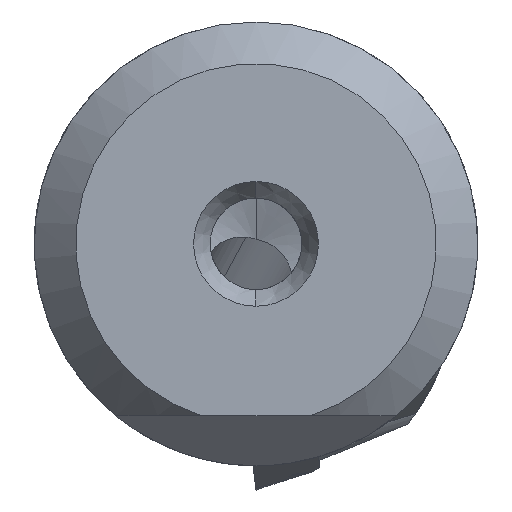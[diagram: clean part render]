
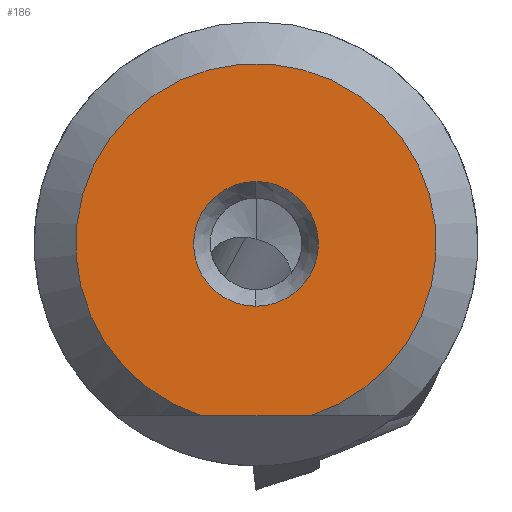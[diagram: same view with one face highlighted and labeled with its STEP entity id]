
A CAD part, left-side view. The second image highlights one B-rep face of the part: STEP entity #186.
In plain terms, the highlighted planar face has unit normal (-1, 0, 0).
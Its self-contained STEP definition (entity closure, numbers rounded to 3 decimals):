
#5 = EDGE_CURVE ( 'NONE', #2438, #55, #1712, .T. ) ;
#40 = ORIENTED_EDGE ( 'NONE', *, *, #1264, .F. ) ;
#55 = VERTEX_POINT ( 'NONE', #613 ) ;
#186 = ADVANCED_FACE ( 'NONE', ( #3103, #2813 ), #2742, .F. ) ;
#231 = EDGE_LOOP ( 'NONE', ( #1978, #908 ) ) ;
#245 = CARTESIAN_POINT ( 'NONE',  ( 0., 2.25, -6.2 ) ) ;
#297 = DIRECTION ( 'NONE',  ( -1., 0., 0. ) ) ;
#308 = AXIS2_PLACEMENT_3D ( 'NONE', #3409, #2293, #3422 ) ;
#314 = CIRCLE ( 'NONE', #2713, 2.25 ) ;
#499 = VECTOR ( 'NONE', #1424, 1000. ) ;
#600 = DIRECTION ( 'NONE',  ( 0., 0., 1. ) ) ;
#613 = CARTESIAN_POINT ( 'NONE',  ( 0., -1.952, -6.2 ) ) ;
#763 = EDGE_CURVE ( 'NONE', #3485, #1290, #314, .T. ) ;
#901 = DIRECTION ( 'NONE',  ( 0., 0., 1. ) ) ;
#908 = ORIENTED_EDGE ( 'NONE', *, *, #5, .T. ) ;
#1184 = CIRCLE ( 'NONE', #3324, 2.25 ) ;
#1264 = EDGE_CURVE ( 'NONE', #1290, #3485, #1184, .T. ) ;
#1290 = VERTEX_POINT ( 'NONE', #1711 ) ;
#1424 = DIRECTION ( 'NONE',  ( 0., -1., 0. ) ) ;
#1711 = CARTESIAN_POINT ( 'NONE',  ( 0., 0., -2.25 ) ) ;
#1712 = LINE ( 'NONE', #245, #499 ) ;
#1817 = CARTESIAN_POINT ( 'NONE',  ( 0., 0., 0. ) ) ;
#1926 = AXIS2_PLACEMENT_3D ( 'NONE', #3201, #2918, #600 ) ;
#1978 = ORIENTED_EDGE ( 'NONE', *, *, #2249, .T. ) ;
#2249 = EDGE_CURVE ( 'NONE', #55, #2438, #3330, .T. ) ;
#2293 = DIRECTION ( 'NONE',  ( 1., 0., 0. ) ) ;
#2438 = VERTEX_POINT ( 'NONE', #2943 ) ;
#2482 = CARTESIAN_POINT ( 'NONE',  ( 0., 0., 2.25 ) ) ;
#2608 = CARTESIAN_POINT ( 'NONE',  ( 0., 0., 0. ) ) ;
#2713 = AXIS2_PLACEMENT_3D ( 'NONE', #1817, #3244, #901 ) ;
#2742 = PLANE ( 'NONE',  #308 ) ;
#2813 = FACE_OUTER_BOUND ( 'NONE', #231, .T. ) ;
#2918 = DIRECTION ( 'NONE',  ( -1., 0., 0. ) ) ;
#2943 = CARTESIAN_POINT ( 'NONE',  ( 0., 1.952, -6.2 ) ) ;
#3103 = FACE_BOUND ( 'NONE', #3287, .T. ) ;
#3193 = DIRECTION ( 'NONE',  ( 0., 0., 1. ) ) ;
#3201 = CARTESIAN_POINT ( 'NONE',  ( 0., 0., 0. ) ) ;
#3244 = DIRECTION ( 'NONE',  ( -1., 0., 0. ) ) ;
#3266 = ORIENTED_EDGE ( 'NONE', *, *, #763, .F. ) ;
#3287 = EDGE_LOOP ( 'NONE', ( #3266, #40 ) ) ;
#3324 = AXIS2_PLACEMENT_3D ( 'NONE', #2608, #297, #3193 ) ;
#3330 = CIRCLE ( 'NONE', #1926, 6.5 ) ;
#3409 = CARTESIAN_POINT ( 'NONE',  ( 0., 2.25, 0. ) ) ;
#3422 = DIRECTION ( 'NONE',  ( 0., 0., -1. ) ) ;
#3485 = VERTEX_POINT ( 'NONE', #2482 ) ;
